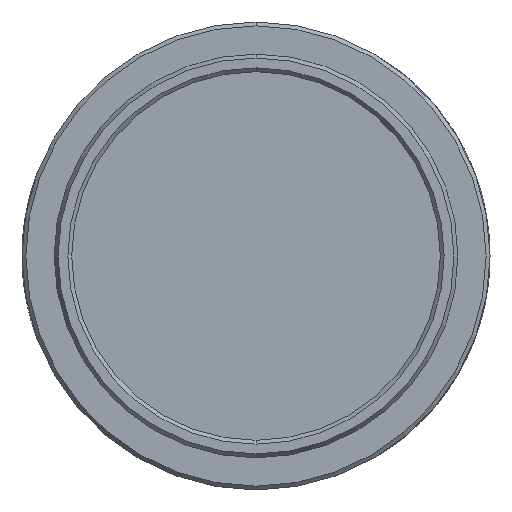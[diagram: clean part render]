
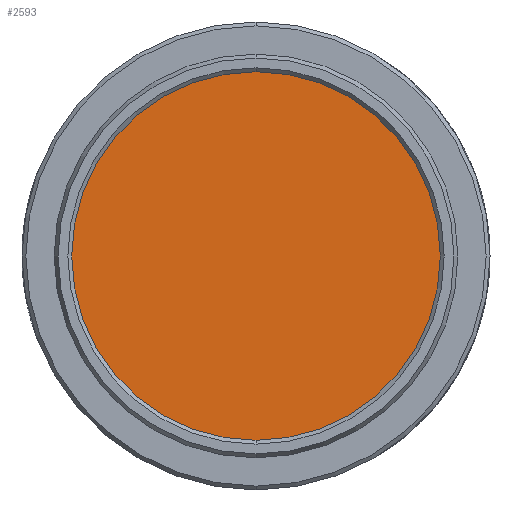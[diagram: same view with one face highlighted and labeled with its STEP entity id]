
A CAD part, left-side view. The second image highlights one B-rep face of the part: STEP entity #2593.
In plain terms, the highlighted planar face has unit normal (-1, 0, 0).
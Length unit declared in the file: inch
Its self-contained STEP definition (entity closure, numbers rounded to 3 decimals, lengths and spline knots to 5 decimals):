
#107 = ORIENTED_EDGE ( 'NONE', *, *, #4454, .F. ) ;
#186 = CARTESIAN_POINT ( 'NONE',  ( 0.15, -0.46211, -0.19092 ) ) ;
#410 = DIRECTION ( 'NONE',  ( 0., 0.924, 0.382 ) ) ;
#1297 = AXIS2_PLACEMENT_3D ( 'NONE', #6971, #2719, #7698 ) ;
#1827 = CARTESIAN_POINT ( 'NONE',  ( 0.15, 0.46211, 0.19092 ) ) ;
#2179 = CARTESIAN_POINT ( 'NONE',  ( 0.15, 0., 0. ) ) ;
#2325 = EDGE_CURVE ( 'NONE', #5404, #7049, #8900, .T. ) ;
#2593 = ADVANCED_FACE ( 'NONE', ( #8233 ), #3936, .F. ) ;
#2719 = DIRECTION ( 'NONE',  ( 1., 0., 0. ) ) ;
#2880 = DIRECTION ( 'NONE',  ( 0., 0.924, 0.382 ) ) ;
#3096 = EDGE_LOOP ( 'NONE', ( #5521, #107 ) ) ;
#3241 = CARTESIAN_POINT ( 'NONE',  ( 0.15, 0., 0. ) ) ;
#3436 = AXIS2_PLACEMENT_3D ( 'NONE', #2179, #7151, #2880 ) ;
#3936 = PLANE ( 'NONE',  #8195 ) ;
#4454 = EDGE_CURVE ( 'NONE', #7049, #5404, #7433, .T. ) ;
#4669 = DIRECTION ( 'NONE',  ( 1., 0., 0. ) ) ;
#5404 = VERTEX_POINT ( 'NONE', #1827 ) ;
#5521 = ORIENTED_EDGE ( 'NONE', *, *, #2325, .F. ) ;
#6971 = CARTESIAN_POINT ( 'NONE',  ( 0.15, 0., 0. ) ) ;
#7049 = VERTEX_POINT ( 'NONE', #186 ) ;
#7151 = DIRECTION ( 'NONE',  ( 1., 0., 0. ) ) ;
#7433 = CIRCLE ( 'NONE', #1297, 0.5 ) ;
#7698 = DIRECTION ( 'NONE',  ( 0., 0.924, 0.382 ) ) ;
#8195 = AXIS2_PLACEMENT_3D ( 'NONE', #3241, #4669, #410 ) ;
#8233 = FACE_OUTER_BOUND ( 'NONE', #3096, .T. ) ;
#8900 = CIRCLE ( 'NONE', #3436, 0.5 ) ;
